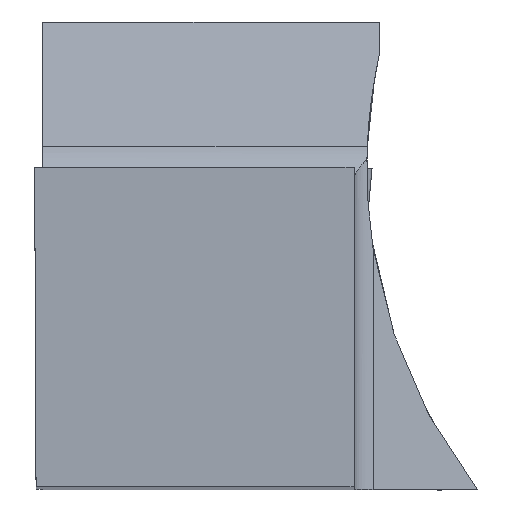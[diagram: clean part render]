
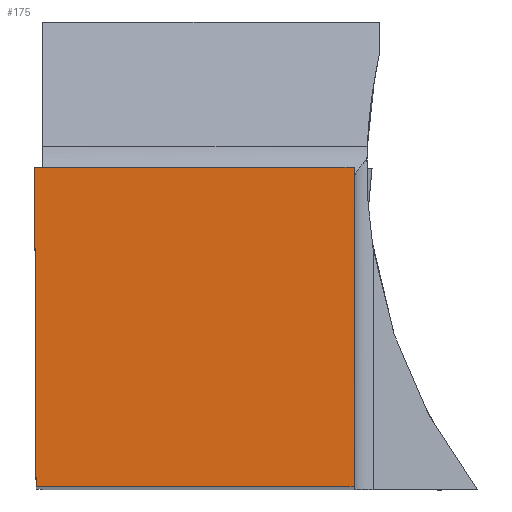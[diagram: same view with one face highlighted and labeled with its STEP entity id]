
A CAD part, top view. The second image highlights one B-rep face of the part: STEP entity #175.
In plain terms, the highlighted planar face has unit normal (0, 0, 1).
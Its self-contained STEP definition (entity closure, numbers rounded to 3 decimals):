
#121=PLANE('',#1475);
#175=ADVANCED_FACE('CU_BACK_SU1',(#252),#121,.F.);
#252=FACE_OUTER_BOUND('',#318,.T.);
#318=EDGE_LOOP('',(#791,#792,#793,#794));
#429=LINE('',#2107,#559);
#437=LINE('',#2144,#567);
#440=LINE('',#2154,#570);
#462=LINE('',#2211,#592);
#559=VECTOR('',#1621,1.);
#567=VECTOR('',#1635,1.);
#570=VECTOR('',#1644,1.);
#592=VECTOR('',#1688,1.);
#791=ORIENTED_EDGE('',*,*,#1216,.T.);
#792=ORIENTED_EDGE('',*,*,#1255,.F.);
#793=ORIENTED_EDGE('',*,*,#1231,.T.);
#794=ORIENTED_EDGE('',*,*,#1226,.T.);
#1084=VERTEX_POINT('',#2106);
#1085=VERTEX_POINT('',#2108);
#1092=VERTEX_POINT('',#2145);
#1096=VERTEX_POINT('',#2155);
#1216=EDGE_CURVE('',#1085,#1084,#429,.T.);
#1226=EDGE_CURVE('',#1092,#1085,#437,.T.);
#1231=EDGE_CURVE('',#1096,#1092,#440,.T.);
#1255=EDGE_CURVE('',#1096,#1084,#462,.T.);
#1475=AXIS2_PLACEMENT_3D('',#2212,#1689,#1690);
#1621=DIRECTION('',(1.,0.,0.));
#1635=DIRECTION('',(0.004,-1.,0.));
#1644=DIRECTION('',(-1.,0.,0.));
#1688=DIRECTION('',(0.,-1.,0.));
#1689=DIRECTION('',(0.,0.,-1.));
#1690=DIRECTION('',(0.,-1.,0.));
#2106=CARTESIAN_POINT('',(19.875,0.,0.));
#2107=CARTESIAN_POINT('',(-22.994,0.,0.));
#2108=CARTESIAN_POINT('',(0.087,0.,0.));
#2144=CARTESIAN_POINT('',(-0.088,39.975,0.));
#2145=CARTESIAN_POINT('',(0.,19.875,0.));
#2154=CARTESIAN_POINT('',(-22.994,19.875,0.));
#2155=CARTESIAN_POINT('',(19.875,19.875,0.));
#2211=CARTESIAN_POINT('',(19.875,39.875,0.));
#2212=CARTESIAN_POINT('',(-22.994,39.875,0.));
